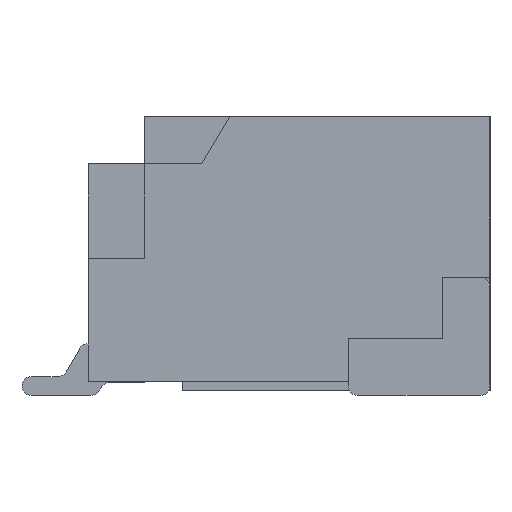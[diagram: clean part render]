
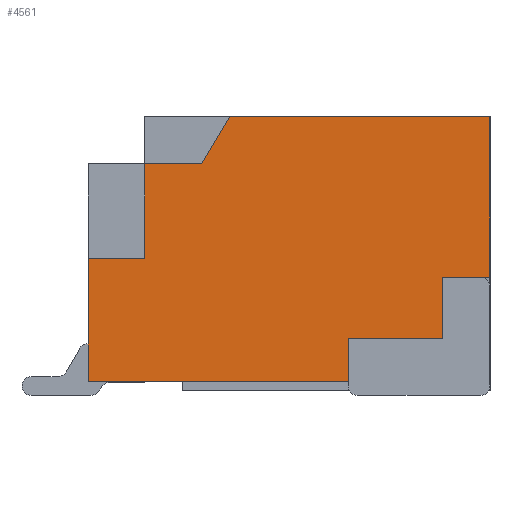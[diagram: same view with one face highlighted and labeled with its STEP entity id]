
A CAD part, left-side view. The second image highlights one B-rep face of the part: STEP entity #4561.
In plain terms, the highlighted planar face has unit normal (-1, 0, 0).
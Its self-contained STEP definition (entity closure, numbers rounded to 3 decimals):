
#4561=ADVANCED_FACE('',(#10160),#10162,.T.);
#10160=FACE_BOUND('',#10161,.T.);
#10161=EDGE_LOOP('',(#14759,#14760,#14761,#14762,#14763,#14764,#14765,#14766,#14767,
#14768,#14769,#14770));
#10162=PLANE('',#10163);
#10163=AXIS2_PLACEMENT_3D('',#10164,#10165,#10166);
#10164=CARTESIAN_POINT('',(-1.5,0.,0.));
#10165=DIRECTION('',(-1.,0.,0.));
#10166=DIRECTION('',(0.,0.,1.));
#14759=ORIENTED_EDGE('',*,*,#17745,.T.);
#14760=ORIENTED_EDGE('',*,*,#17746,.T.);
#14761=ORIENTED_EDGE('',*,*,#17747,.T.);
#14762=ORIENTED_EDGE('',*,*,#17612,.T.);
#14763=ORIENTED_EDGE('',*,*,#17748,.T.);
#14764=ORIENTED_EDGE('',*,*,#17749,.T.);
#14765=ORIENTED_EDGE('',*,*,#17750,.T.);
#14766=ORIENTED_EDGE('',*,*,#17751,.T.);
#14767=ORIENTED_EDGE('',*,*,#17588,.T.);
#14768=ORIENTED_EDGE('',*,*,#17744,.T.);
#14769=ORIENTED_EDGE('',*,*,#17752,.T.);
#14770=ORIENTED_EDGE('',*,*,#17753,.T.);
#17588=EDGE_CURVE('',#20630,#20628,#20631,.T.);
#17612=EDGE_CURVE('',#20677,#20675,#20678,.T.);
#17744=EDGE_CURVE('',#20628,#20929,#20931,.T.);
#17745=EDGE_CURVE('',#20932,#20933,#20934,.F.);
#17746=EDGE_CURVE('',#20933,#20935,#20936,.F.);
#17747=EDGE_CURVE('',#20935,#20677,#20937,.T.);
#17748=EDGE_CURVE('',#20675,#20938,#20939,.F.);
#17749=EDGE_CURVE('',#20938,#20940,#20941,.F.);
#17750=EDGE_CURVE('',#20940,#20942,#20943,.F.);
#17751=EDGE_CURVE('',#20942,#20630,#20944,.F.);
#17752=EDGE_CURVE('',#20929,#20945,#20946,.F.);
#17753=EDGE_CURVE('',#20945,#20932,#20947,.F.);
#20628=VERTEX_POINT('',#27114);
#20630=VERTEX_POINT('',#27118);
#20631=LINE('',#27119,#27120);
#20675=VERTEX_POINT('',#27209);
#20677=VERTEX_POINT('',#27213);
#20678=LINE('',#27214,#27215);
#20929=VERTEX_POINT('',#27727);
#20931=LINE('',#27731,#27732);
#20932=VERTEX_POINT('',#27734);
#20933=VERTEX_POINT('',#27735);
#20934=LINE('',#27736,#27737);
#20935=VERTEX_POINT('',#27739);
#20936=LINE('',#27740,#27741);
#20937=LINE('',#27743,#27744);
#20938=VERTEX_POINT('',#27746);
#20939=LINE('',#27747,#27748);
#20940=VERTEX_POINT('',#27750);
#20941=LINE('',#27751,#27752);
#20942=VERTEX_POINT('',#27754);
#20943=LINE('',#27755,#27756);
#20944=LINE('',#27758,#27759);
#20945=VERTEX_POINT('',#27761);
#20946=LINE('',#27762,#27763);
#20947=LINE('',#27765,#27766);
#27114=CARTESIAN_POINT('',(-1.5,-4.25,2.9));
#27118=CARTESIAN_POINT('',(-1.5,-4.25,1.2));
#27119=CARTESIAN_POINT('',(-1.5,-4.25,1.2));
#27120=VECTOR('',#27121,1.);
#27121=DIRECTION('',(0.,0.,1.));
#27209=CARTESIAN_POINT('',(-1.5,-2.75,0.1));
#27213=CARTESIAN_POINT('',(-1.5,0.,0.1));
#27214=CARTESIAN_POINT('',(-1.5,0.,0.1));
#27215=VECTOR('',#27216,1.);
#27216=DIRECTION('',(0.,-1.,0.));
#27727=CARTESIAN_POINT('',(-1.5,-1.5,2.9));
#27731=CARTESIAN_POINT('',(-1.5,-4.25,2.9));
#27732=VECTOR('',#27733,1.);
#27733=DIRECTION('',(0.,1.,0.));
#27734=CARTESIAN_POINT('',(-1.5,-0.6,2.4));
#27735=CARTESIAN_POINT('',(-1.5,-0.6,1.4));
#27736=CARTESIAN_POINT('',(-1.5,-0.6,1.4));
#27737=VECTOR('',#27738,1.);
#27738=DIRECTION('',(0.,0.,1.));
#27739=CARTESIAN_POINT('',(-1.5,0.,1.4));
#27740=CARTESIAN_POINT('',(-1.5,0.,1.4));
#27741=VECTOR('',#27742,1.);
#27742=DIRECTION('',(0.,-1.,0.));
#27743=CARTESIAN_POINT('',(-1.5,0.,1.4));
#27744=VECTOR('',#27745,1.);
#27745=DIRECTION('',(0.,0.,-1.));
#27746=CARTESIAN_POINT('',(-1.5,-2.75,0.55));
#27747=CARTESIAN_POINT('',(-1.5,-2.75,0.55));
#27748=VECTOR('',#27749,1.);
#27749=DIRECTION('',(0.,0.,-1.));
#27750=CARTESIAN_POINT('',(-1.5,-3.75,0.55));
#27751=CARTESIAN_POINT('',(-1.5,-3.75,0.55));
#27752=VECTOR('',#27753,1.);
#27753=DIRECTION('',(0.,1.,0.));
#27754=CARTESIAN_POINT('',(-1.5,-3.75,1.2));
#27755=CARTESIAN_POINT('',(-1.5,-3.75,1.2));
#27756=VECTOR('',#27757,1.);
#27757=DIRECTION('',(0.,0.,-1.));
#27758=CARTESIAN_POINT('',(-1.5,-4.25,1.2));
#27759=VECTOR('',#27760,1.);
#27760=DIRECTION('',(0.,1.,0.));
#27761=CARTESIAN_POINT('',(-1.5,-1.2,2.4));
#27762=CARTESIAN_POINT('',(-1.5,-1.2,2.4));
#27763=VECTOR('',#27764,1.);
#27764=DIRECTION('',(0.,-0.514,0.857));
#27765=CARTESIAN_POINT('',(-1.5,-0.6,2.4));
#27766=VECTOR('',#27767,1.);
#27767=DIRECTION('',(0.,-1.,0.));
